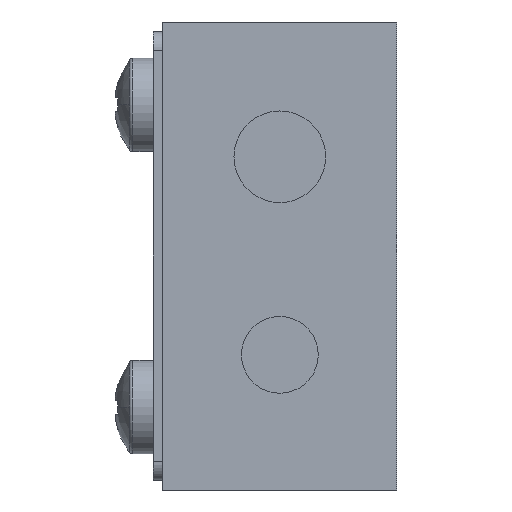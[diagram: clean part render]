
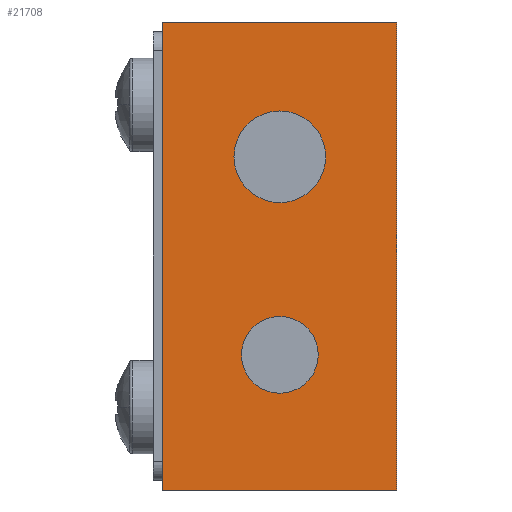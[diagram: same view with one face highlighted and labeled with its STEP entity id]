
A CAD part, left-side view. The second image highlights one B-rep face of the part: STEP entity #21708.
In plain terms, the highlighted planar face has unit normal (-1, 0, 0).
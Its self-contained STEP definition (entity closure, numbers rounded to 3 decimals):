
#261 = DIRECTION ( 'NONE',  ( -1., 0., 0. ) ) ;
#484 = CARTESIAN_POINT ( 'NONE',  ( -18.059, -6.25, -7.33 ) ) ;
#538 = VECTOR ( 'NONE', #34196, 1000. ) ;
#1220 = ORIENTED_EDGE ( 'NONE', *, *, #15093, .F. ) ;
#1645 = CARTESIAN_POINT ( 'NONE',  ( -18.059, -12.5, 12.5 ) ) ;
#3048 = DIRECTION ( 'NONE',  ( 0., 0., 1. ) ) ;
#3486 = VECTOR ( 'NONE', #20970, 1000. ) ;
#4122 = EDGE_LOOP ( 'NONE', ( #26712, #29713, #7616, #24780 ) ) ;
#4257 = CARTESIAN_POINT ( 'NONE',  ( -18.059, -12.5, -12.5 ) ) ;
#4626 = DIRECTION ( 'NONE',  ( 0., 0., 1. ) ) ;
#5754 = CARTESIAN_POINT ( 'NONE',  ( -18.059, 0., 12.5 ) ) ;
#6147 = EDGE_CURVE ( 'NONE', #24219, #24100, #22597, .T. ) ;
#6151 = LINE ( 'NONE', #4257, #538 ) ;
#7321 = EDGE_CURVE ( 'NONE', #8574, #30891, #15427, .T. ) ;
#7616 = ORIENTED_EDGE ( 'NONE', *, *, #32239, .T. ) ;
#7913 = ORIENTED_EDGE ( 'NONE', *, *, #17665, .F. ) ;
#8574 = VERTEX_POINT ( 'NONE', #27147 ) ;
#8582 = CARTESIAN_POINT ( 'NONE',  ( -18.059, -12.5, 12.5 ) ) ;
#8654 = VECTOR ( 'NONE', #15649, 1000. ) ;
#9287 = EDGE_LOOP ( 'NONE', ( #1220, #7913 ) ) ;
#9663 = CARTESIAN_POINT ( 'NONE',  ( -18.059, -6.25, 2.85 ) ) ;
#11501 = CARTESIAN_POINT ( 'NONE',  ( -18.059, 0., 12.5 ) ) ;
#12739 = CARTESIAN_POINT ( 'NONE',  ( -18.059, -6.25, -5.28 ) ) ;
#12934 = CARTESIAN_POINT ( 'NONE',  ( -18.059, -12.5, 12.5 ) ) ;
#14126 = VECTOR ( 'NONE', #26333, 1000. ) ;
#14339 = VERTEX_POINT ( 'NONE', #34332 ) ;
#14433 = EDGE_LOOP ( 'NONE', ( #33293, #34775 ) ) ;
#14434 = CARTESIAN_POINT ( 'NONE',  ( -18.059, -6.25, -3.23 ) ) ;
#14697 = AXIS2_PLACEMENT_3D ( 'NONE', #12739, #15118, #23345 ) ;
#15093 = EDGE_CURVE ( 'NONE', #17063, #20097, #17033, .T. ) ;
#15118 = DIRECTION ( 'NONE',  ( -1., 0., 0. ) ) ;
#15427 = LINE ( 'NONE', #11501, #14126 ) ;
#15649 = DIRECTION ( 'NONE',  ( 0., 1., 0. ) ) ;
#15786 = AXIS2_PLACEMENT_3D ( 'NONE', #28446, #26077, #20357 ) ;
#16211 = FACE_OUTER_BOUND ( 'NONE', #4122, .T. ) ;
#16728 = PLANE ( 'NONE',  #35326 ) ;
#17033 = CIRCLE ( 'NONE', #19932, 2.05 ) ;
#17063 = VERTEX_POINT ( 'NONE', #14434 ) ;
#17665 = EDGE_CURVE ( 'NONE', #20097, #17063, #20293, .T. ) ;
#17982 = DIRECTION ( 'NONE',  ( -1., 0., 0. ) ) ;
#18318 = CARTESIAN_POINT ( 'NONE',  ( -18.059, -6.25, -5.28 ) ) ;
#18793 = DIRECTION ( 'NONE',  ( 0., 0., 1. ) ) ;
#19932 = AXIS2_PLACEMENT_3D ( 'NONE', #18318, #17982, #4626 ) ;
#20097 = VERTEX_POINT ( 'NONE', #484 ) ;
#20293 = CIRCLE ( 'NONE', #14697, 2.05 ) ;
#20357 = DIRECTION ( 'NONE',  ( 0., 0., 1. ) ) ;
#20970 = DIRECTION ( 'NONE',  ( 0., 0., 1. ) ) ;
#21380 = AXIS2_PLACEMENT_3D ( 'NONE', #24581, #21899, #18793 ) ;
#21708 = ADVANCED_FACE ( 'NONE', ( #28727, #33457, #16211 ), #16728, .T. ) ;
#21899 = DIRECTION ( 'NONE',  ( -1., 0., 0. ) ) ;
#22597 = CIRCLE ( 'NONE', #15786, 2.45 ) ;
#23345 = DIRECTION ( 'NONE',  ( 0., 0., 1. ) ) ;
#24100 = VERTEX_POINT ( 'NONE', #9663 ) ;
#24150 = EDGE_CURVE ( 'NONE', #14339, #8574, #6151, .T. ) ;
#24219 = VERTEX_POINT ( 'NONE', #34781 ) ;
#24581 = CARTESIAN_POINT ( 'NONE',  ( -18.059, -6.25, 5.3 ) ) ;
#24780 = ORIENTED_EDGE ( 'NONE', *, *, #32219, .T. ) ;
#25157 = CIRCLE ( 'NONE', #21380, 2.45 ) ;
#25933 = LINE ( 'NONE', #12934, #8654 ) ;
#26077 = DIRECTION ( 'NONE',  ( -1., 0., 0. ) ) ;
#26333 = DIRECTION ( 'NONE',  ( 0., 0., 1. ) ) ;
#26643 = CARTESIAN_POINT ( 'NONE',  ( -18.059, -12.5, 12.5 ) ) ;
#26712 = ORIENTED_EDGE ( 'NONE', *, *, #7321, .F. ) ;
#27147 = CARTESIAN_POINT ( 'NONE',  ( -18.059, 0., -12.5 ) ) ;
#28446 = CARTESIAN_POINT ( 'NONE',  ( -18.059, -6.25, 5.3 ) ) ;
#28727 = FACE_BOUND ( 'NONE', #14433, .T. ) ;
#28870 = LINE ( 'NONE', #1645, #3486 ) ;
#29225 = VERTEX_POINT ( 'NONE', #26643 ) ;
#29713 = ORIENTED_EDGE ( 'NONE', *, *, #24150, .F. ) ;
#30891 = VERTEX_POINT ( 'NONE', #5754 ) ;
#31222 = EDGE_CURVE ( 'NONE', #24100, #24219, #25157, .T. ) ;
#32219 = EDGE_CURVE ( 'NONE', #29225, #30891, #25933, .T. ) ;
#32239 = EDGE_CURVE ( 'NONE', #14339, #29225, #28870, .T. ) ;
#33293 = ORIENTED_EDGE ( 'NONE', *, *, #6147, .F. ) ;
#33457 = FACE_BOUND ( 'NONE', #9287, .T. ) ;
#34196 = DIRECTION ( 'NONE',  ( 0., 1., 0. ) ) ;
#34332 = CARTESIAN_POINT ( 'NONE',  ( -18.059, -12.5, -12.5 ) ) ;
#34775 = ORIENTED_EDGE ( 'NONE', *, *, #31222, .F. ) ;
#34781 = CARTESIAN_POINT ( 'NONE',  ( -18.059, -6.25, 7.75 ) ) ;
#35326 = AXIS2_PLACEMENT_3D ( 'NONE', #8582, #261, #3048 ) ;
